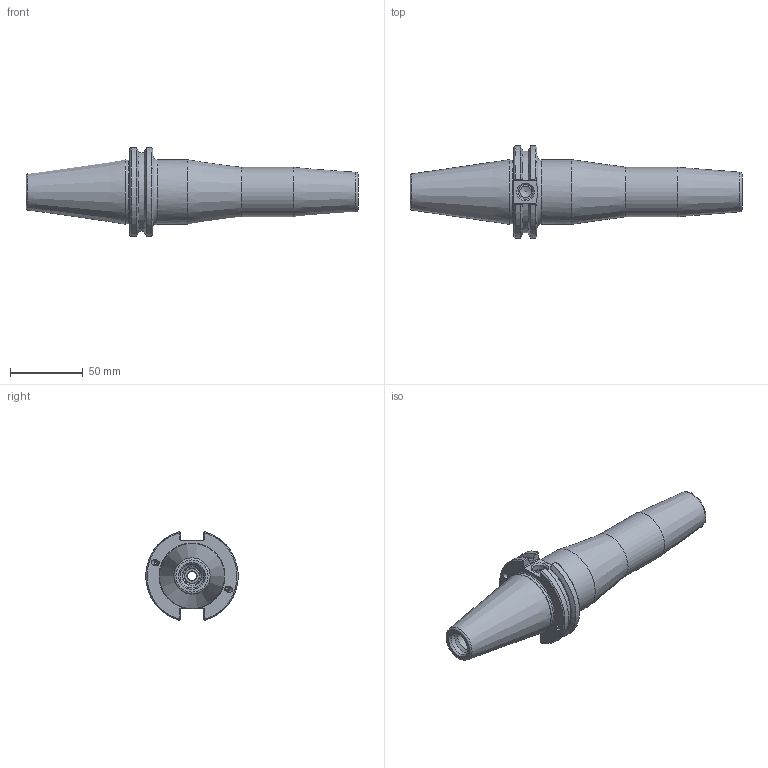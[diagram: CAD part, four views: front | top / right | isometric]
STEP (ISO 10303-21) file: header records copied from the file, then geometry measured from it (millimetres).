
FILE_DESCRIPTION((''),'2;1');
FILE_NAME('INT''C40-M16SF160-9.iam.step','2010-04-23T08:15:51',(''),(''),'Autodesk Inventor 2009','Autodesk Inventor 2009','');
FILE_SCHEMA(('AUTOMOTIVE_DESIGN { 1 0 10303 214 1 1 1 1 }'));
Products named in the file (4): C40-M16SF160-9; C40BC-M16SF160-9-1; 029-965; BS-SFM121-20
Assembly tree (4 placements, depth 2):
  C40-M16SF160-9
    C40BC-M16SF160-9-1
    029-965  x2
    BS-SFM121-20
Bounding box: 228.27 x 63.38 x 61.11 mm (x, y, z)
Volume: 227845.8 mm3; surface area: 43159.7 mm2
Topology: 4 solids, 4 shells, 153 faces, 369 edges, 235 vertices
Faces by surface type: plane 66, cylinder 35, cone 26, bspline 24, torus 2
Full cylindrical faces by diameter (mm): 3.3 x2, 4 x4, 4.1 x2, 4.2 x2, 15.97 x1, 16.732 x1, 34 x1, 43.942 x1, 44.45 x1
Entity records: 5507 total; most frequent: CARTESIAN_POINT 2415, ORIENTED_EDGE 576, DIRECTION 555, EDGE_CURVE 288, AXIS2_PLACEMENT_3D 219, VERTEX_POINT 203, EDGE_LOOP 191, FACE_OUTER_BOUND 137
